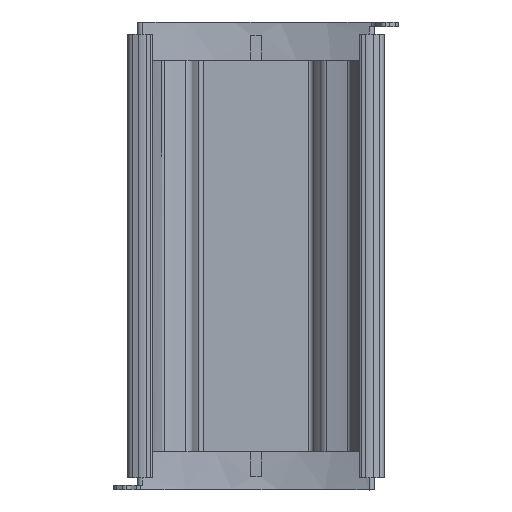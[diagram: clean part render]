
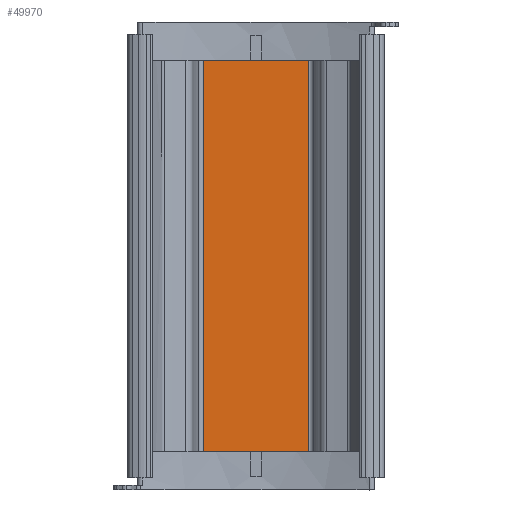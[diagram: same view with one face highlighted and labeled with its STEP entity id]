
A CAD part, front view. The second image highlights one B-rep face of the part: STEP entity #49970.
In plain terms, the highlighted face is planar.
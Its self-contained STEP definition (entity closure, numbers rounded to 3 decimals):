
#19600=CARTESIAN_POINT('',(8.875,63.814,
-35.7));
#19610=VERTEX_POINT('',#19600);
#19640=CARTESIAN_POINT('',(8.875,33.177,
-35.7));
#19650=DIRECTION('',(0.,-1.,0.));
#19660=VECTOR('',#19650,1.);
#19670=LINE('',#19640,#19660);
#19680=CARTESIAN_POINT('',(8.875,36.186,
-35.7));
#19690=VERTEX_POINT('',#19680);
#19700=EDGE_CURVE('',#19610,#19690,#19670,.T.);
#20440=CARTESIAN_POINT('',(1.775,36.186,
-35.7));
#20450=DIRECTION('',(-1.,0.,0.));
#20460=VECTOR('',#20450,1.);
#20470=LINE('',#20440,#20460);
#20480=CARTESIAN_POINT('',(110.925,36.186,
-35.7));
#20490=VERTEX_POINT('',#20480);
#20500=EDGE_CURVE('',#20490,#19690,#20470,.T.);
#28070=CARTESIAN_POINT('',(118.025,63.814,
-35.7));
#28080=DIRECTION('',(1.,0.,0.));
#28090=VECTOR('',#28080,1.);
#28100=LINE('',#28070,#28090);
#28110=CARTESIAN_POINT('',(110.925,63.814,
-35.7));
#28120=VERTEX_POINT('',#28110);
#28130=EDGE_CURVE('',#19610,#28120,#28100,.T.);
#49810=CARTESIAN_POINT('',(1.775,50.,
-35.7));
#49820=DIRECTION('',(0.,0.,-1.));
#49830=DIRECTION('',(0.,1.,0.));
#49840=AXIS2_PLACEMENT_3D('',#49810,#49820,#49830);
#49850=PLANE('',#49840);
#49860=ORIENTED_EDGE('',*,*,#28130,.F.);
#49870=CARTESIAN_POINT('',(110.925,33.177,
-35.7));
#49880=DIRECTION('',(0.,-1.,0.));
#49890=VECTOR('',#49880,1.);
#49900=LINE('',#49870,#49890);
#49910=EDGE_CURVE('',#28120,#20490,#49900,.T.);
#49920=ORIENTED_EDGE('',*,*,#49910,.F.);
#49930=ORIENTED_EDGE('',*,*,#20500,.F.);
#49940=ORIENTED_EDGE('',*,*,#19700,.T.);
#49950=EDGE_LOOP('',(#49940,#49930,#49920,#49860));
#49960=FACE_OUTER_BOUND('',#49950,.T.);
#49970=ADVANCED_FACE('',(#49960),#49850,.F.);
